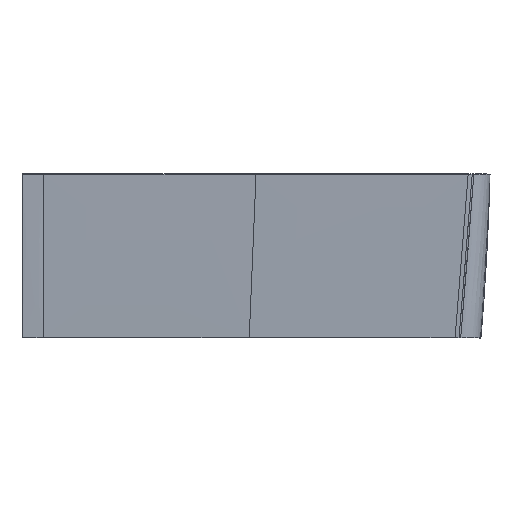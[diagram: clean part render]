
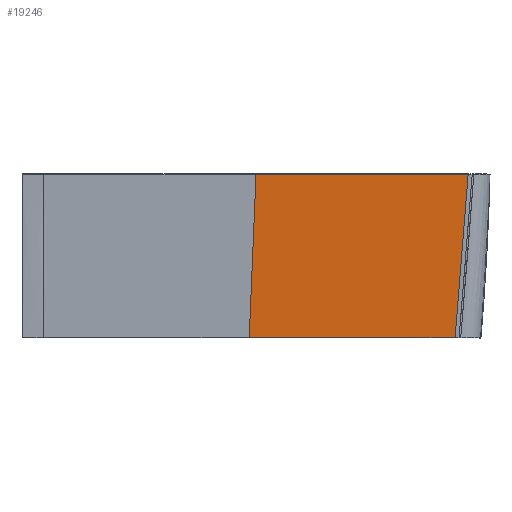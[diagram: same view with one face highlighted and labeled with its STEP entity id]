
A CAD part, top view. The second image highlights one B-rep face of the part: STEP entity #19246.
In plain terms, the highlighted free-form (B-spline) face has degree [5, 5] with [6, 6] control points.
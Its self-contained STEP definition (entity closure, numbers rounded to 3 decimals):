
#1626=DIRECTION('',(1.,0.,0.));
#1627=VECTOR('',#1626,791.531);
#1628=CARTESIAN_POINT('',(-765.204,-630.,-359.7));
#1629=LINE('',#1628,#1627);
#2208=CARTESIAN_POINT('',(-815.266,-2.287,
-399.561));
#2232=CARTESIAN_POINT('',(0.,-2.282,
-399.567));
#2233=CARTESIAN_POINT('',(0.023,-2.282,
-399.567));
#2234=CARTESIAN_POINT('',(0.047,-2.282,
-399.567));
#2235=CARTESIAN_POINT('',(0.07,-2.282,
-399.567));
#2240=CARTESIAN_POINT('',(-815.266,-2.287,
-399.561));
#2241=CARTESIAN_POINT('',(-543.511,-2.287,
-399.563));
#2242=CARTESIAN_POINT('',(-271.755,-2.282,
-399.565));
#2243=CARTESIAN_POINT('',(0.,-2.282,
-399.567));
#2248=CARTESIAN_POINT('',(-765.204,-630.,-359.7));
#2249=CARTESIAN_POINT('',(-786.291,-421.09,
-373.531));
#2250=CARTESIAN_POINT('',(-802.984,-211.757,
-386.818));
#2251=CARTESIAN_POINT('',(-815.266,-2.287,
-399.561));
#2263=CARTESIAN_POINT('',(26.328,-630.,-359.7));
#2264=CARTESIAN_POINT('',(15.267,-420.984,
-374.056));
#2265=CARTESIAN_POINT('',(6.512,-211.691,
-387.346));
#2266=CARTESIAN_POINT('',(0.07,-2.282,
-399.567));
#18155=VERTEX_POINT('',#2232);
#18156=VERTEX_POINT('',#2235);
#18162=VERTEX_POINT('',#2208);
#18297=CARTESIAN_POINT('',(26.328,-630.,-359.7));
#18299=VERTEX_POINT('',#18297);
#18301=CARTESIAN_POINT('',(-765.204,-630.,-359.7));
#18302=VERTEX_POINT('',#18301);
#19199=CARTESIAN_POINT('',(34.572,-636.268,
-359.269));
#19200=CARTESIAN_POINT('',(-126.839,-636.267,
-359.272));
#19201=CARTESIAN_POINT('',(-288.25,-636.266,
-359.276));
#19202=CARTESIAN_POINT('',(-449.661,-636.266,
-359.279));
#19203=CARTESIAN_POINT('',(-611.072,-636.265,
-359.282));
#19204=CARTESIAN_POINT('',(-772.482,-636.265,
-359.285));
#19205=CARTESIAN_POINT('',(27.837,-508.353,
-368.071));
#19206=CARTESIAN_POINT('',(-134.831,-508.366,
-368.008));
#19207=CARTESIAN_POINT('',(-297.499,-508.379,
-367.944));
#19208=CARTESIAN_POINT('',(-460.167,-508.391,
-367.88));
#19209=CARTESIAN_POINT('',(-622.835,-508.404,
-367.817));
#19210=CARTESIAN_POINT('',(-785.503,-508.417,
-367.753));
#19211=CARTESIAN_POINT('',(21.814,-380.352,
-376.539));
#19212=CARTESIAN_POINT('',(-141.978,-380.369,
-376.442));
#19213=CARTESIAN_POINT('',(-305.77,-380.386,
-376.345));
#19214=CARTESIAN_POINT('',(-469.562,-380.403,
-376.247));
#19215=CARTESIAN_POINT('',(-633.355,-380.419,
-376.15));
#19216=CARTESIAN_POINT('',(-797.147,-380.436,
-376.053));
#19217=CARTESIAN_POINT('',(16.505,-252.282,
-384.672));
#19218=CARTESIAN_POINT('',(-148.278,-252.296,
-384.575));
#19219=CARTESIAN_POINT('',(-313.061,-252.31,
-384.477));
#19220=CARTESIAN_POINT('',(-477.844,-252.324,
-384.38));
#19221=CARTESIAN_POINT('',(-642.627,-252.338,
-384.282));
#19222=CARTESIAN_POINT('',(-807.41,-252.353,
-384.185));
#19223=CARTESIAN_POINT('',(11.911,-124.159,
-392.47));
#19224=CARTESIAN_POINT('',(-153.729,-124.166,
-392.406));
#19225=CARTESIAN_POINT('',(-319.369,-124.174,
-392.341));
#19226=CARTESIAN_POINT('',(-485.01,-124.181,
-392.277));
#19227=CARTESIAN_POINT('',(-650.65,-124.189,
-392.213));
#19228=CARTESIAN_POINT('',(-816.29,-124.197,
-392.148));
#19229=CARTESIAN_POINT('',(8.033,4.,
-399.933));
#19230=CARTESIAN_POINT('',(-158.332,4.,
-399.935));
#19231=CARTESIAN_POINT('',(-324.696,4.,
-399.937));
#19232=CARTESIAN_POINT('',(-491.06,4.001,
-399.939));
#19233=CARTESIAN_POINT('',(-657.424,4.001,
-399.941));
#19234=CARTESIAN_POINT('',(-823.789,4.001,
-399.943));
#19235=B_SPLINE_SURFACE_WITH_KNOTS('',5,5,((#19199,#19200,#19201,#19202,#19203,
#19204),(#19205,#19206,#19207,#19208,#19209,#19210),(#19211,#19212,#19213,
#19214,#19215,#19216),(#19217,#19218,#19219,#19220,#19221,#19222),(#19223,
#19224,#19225,#19226,#19227,#19228),(#19229,#19230,#19231,#19232,#19233,
#19234)),.UNSPECIFIED.,.F.,.F.,.F.,(6,6),(6,6),(-0.01,
1.006),(0.348,0.672),.UNSPECIFIED.);
#19236=ORIENTED_EDGE('',*,*,#18419,.T.);
#19238=ORIENTED_EDGE('',*,*,#19237,.T.);
#19240=ORIENTED_EDGE('',*,*,#19239,.F.);
#19242=ORIENTED_EDGE('',*,*,#19241,.F.);
#19243=ORIENTED_EDGE('',*,*,#19182,.F.);
#19244=EDGE_LOOP('',(#19236,#19238,#19240,#19242,#19243));
#19245=FACE_OUTER_BOUND('',#19244,.F.);
#2236=B_SPLINE_CURVE_WITH_KNOTS('',3,(#2232,#2233,#2234,#2235),.UNSPECIFIED.,
.F.,.F.,(4,4),(0.,1.),.UNSPECIFIED.);
#2244=B_SPLINE_CURVE_WITH_KNOTS('',3,(#2240,#2241,#2242,#2243),.UNSPECIFIED.,
.F.,.F.,(4,4),(0.,1.),.UNSPECIFIED.);
#2252=B_SPLINE_CURVE_WITH_KNOTS('',3,(#2248,#2249,#2250,#2251),.UNSPECIFIED.,
.F.,.F.,(4,4),(0.,1.),.UNSPECIFIED.);
#2267=B_SPLINE_CURVE_WITH_KNOTS('',3,(#2263,#2264,#2265,#2266),.UNSPECIFIED.,
.F.,.F.,(4,4),(0.,1.),.UNSPECIFIED.);
#18419=EDGE_CURVE('',#18302,#18299,#1629,.T.);
#19182=EDGE_CURVE('',#18302,#18162,#2252,.T.);
#19237=EDGE_CURVE('',#18299,#18156,#2267,.T.);
#19239=EDGE_CURVE('',#18155,#18156,#2236,.T.);
#19241=EDGE_CURVE('',#18162,#18155,#2244,.T.);
#19246=ADVANCED_FACE('',(#19245),#19235,.F.);
